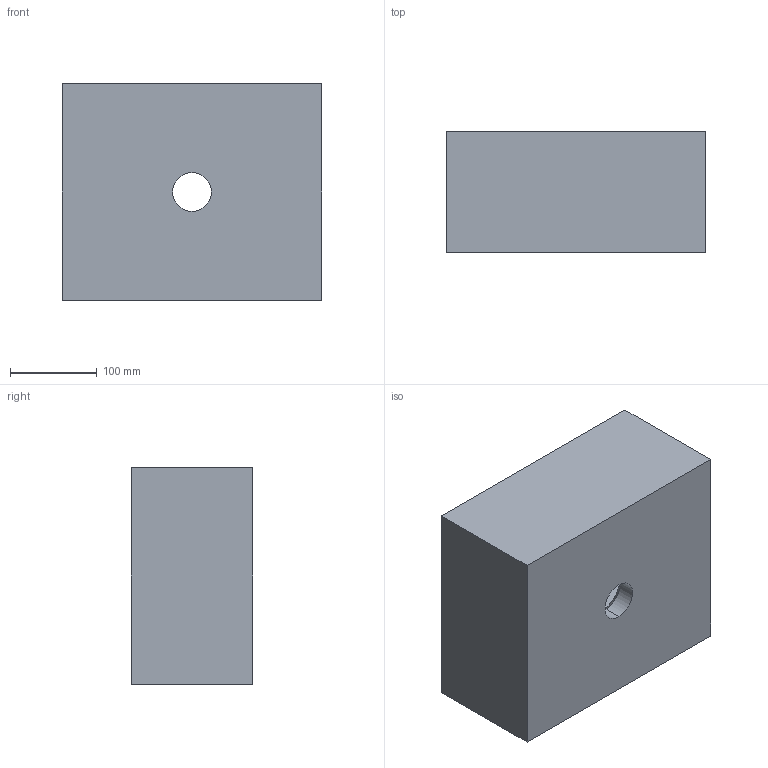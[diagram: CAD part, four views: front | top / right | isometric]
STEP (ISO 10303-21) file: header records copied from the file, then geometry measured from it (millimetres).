
FILE_DESCRIPTION (( 'STEP AP214' ), '1' );
FILE_NAME ('D80113.STEP', '2018-04-10T12:30:00', ( 'User' ), ( '' ), 'SwSTEP 2.0', 'SolidWorks 2017', '' );
FILE_SCHEMA (( 'AUTOMOTIVE_DESIGN' ));
Length unit declared in the file: millimetre
Products named in the file (1): D80113
Bounding box: 300 x 140 x 250 mm (x, y, z)
Volume: 4594618.3 mm3; surface area: 403198.8 mm2
Topology: 1 solids, 1 shells, 18 faces, 52 edges, 36 vertices
Faces by surface type: plane 10, bspline 4, cone 2, cylinder 2
Entity records: 810 total; most frequent: CARTESIAN_POINT 331, ORIENTED_EDGE 104, DIRECTION 70, EDGE_CURVE 52, VERTEX_POINT 36, VECTOR 32, LINE 32, EDGE_LOOP 20
